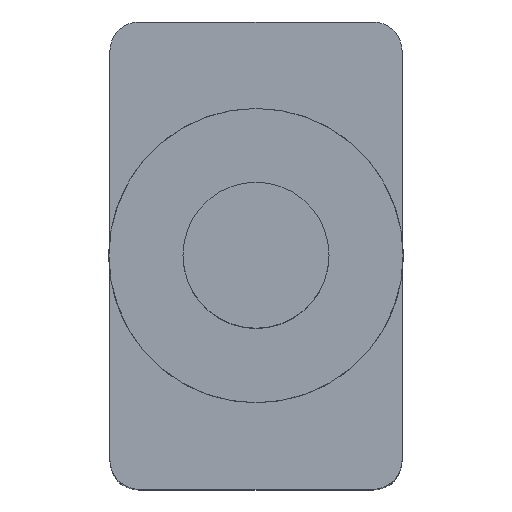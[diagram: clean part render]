
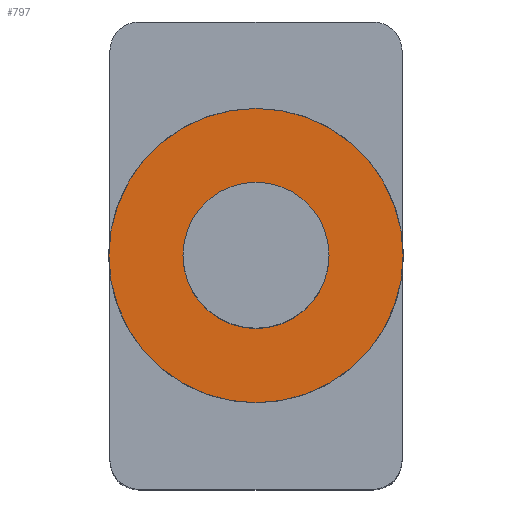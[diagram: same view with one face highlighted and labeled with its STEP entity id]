
A CAD part, top view. The second image highlights one B-rep face of the part: STEP entity #797.
In plain terms, the highlighted planar face has unit normal (0, 0, 1).
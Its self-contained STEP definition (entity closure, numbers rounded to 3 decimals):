
#144=CARTESIAN_POINT('',(0.,0.,-3.7));
#145=DIRECTION('',(0.,0.,1.));
#146=DIRECTION('',(1.,0.,0.));
#147=AXIS2_PLACEMENT_3D('',#144,#145,#146);
#153=CARTESIAN_POINT('',(0.,0.,-3.7));
#154=DIRECTION('',(0.,0.,-1.));
#155=DIRECTION('',(0.,-1.,0.));
#156=AXIS2_PLACEMENT_3D('',#153,#154,#155);
#158=CARTESIAN_POINT('',(0.,0.,-3.7));
#159=DIRECTION('',(0.,0.,-1.));
#160=DIRECTION('',(0.,1.,0.));
#161=AXIS2_PLACEMENT_3D('',#158,#159,#160);
#609=CARTESIAN_POINT('',(0.,0.,-3.7));
#610=DIRECTION('',(0.,0.,1.));
#611=DIRECTION('',(-1.,0.,0.));
#612=AXIS2_PLACEMENT_3D('',#609,#610,#611);
#622=CARTESIAN_POINT('',(0.,-2.56,-3.7));
#623=CARTESIAN_POINT('',(0.,2.56,-3.7));
#624=VERTEX_POINT('',#622);
#625=VERTEX_POINT('',#623);
#746=CARTESIAN_POINT('',(1.27,0.,-3.7));
#747=CARTESIAN_POINT('',(-1.27,0.,-3.7));
#748=VERTEX_POINT('',#746);
#749=VERTEX_POINT('',#747);
#781=CARTESIAN_POINT('',(0.,0.,-3.7));
#782=DIRECTION('',(0.,0.,-1.));
#783=DIRECTION('',(0.,-1.,0.));
#784=AXIS2_PLACEMENT_3D('',#781,#782,#783);
#785=PLANE('',#784);
#787=ORIENTED_EDGE('',*,*,#786,.T.);
#789=ORIENTED_EDGE('',*,*,#788,.T.);
#790=EDGE_LOOP('',(#787,#789));
#791=FACE_OUTER_BOUND('',#790,.F.);
#792=ORIENTED_EDGE('',*,*,#771,.T.);
#794=ORIENTED_EDGE('',*,*,#793,.T.);
#795=EDGE_LOOP('',(#792,#794));
#796=FACE_BOUND('',#795,.F.);
#148=CIRCLE('',#147,1.27);
#157=CIRCLE('',#156,2.56);
#162=CIRCLE('',#161,2.56);
#613=CIRCLE('',#612,1.27);
#771=EDGE_CURVE('',#748,#749,#148,.T.);
#786=EDGE_CURVE('',#624,#625,#157,.T.);
#788=EDGE_CURVE('',#625,#624,#162,.T.);
#793=EDGE_CURVE('',#749,#748,#613,.T.);
#797=ADVANCED_FACE('',(#791,#796),#785,.F.);
